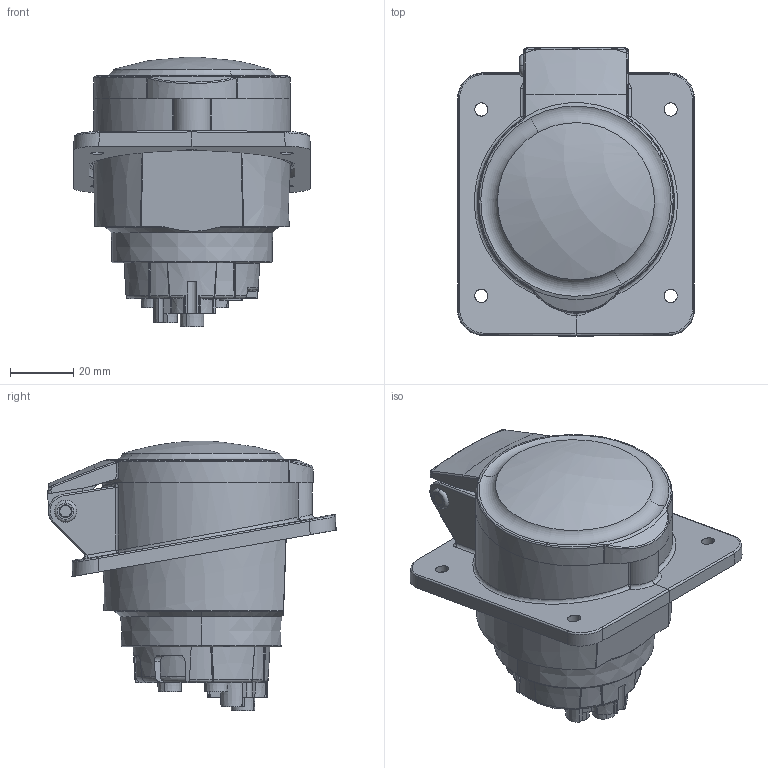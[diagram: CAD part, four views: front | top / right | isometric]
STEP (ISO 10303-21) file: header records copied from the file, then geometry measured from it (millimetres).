
FILE_DESCRIPTION((''),'2;1');
FILE_NAME('GW62210H_SW0001','2020-05-21T21:47:53',('user'),('Technoprobe spa'),'CREO PARAMETRIC BY PTC INC, 2019471','CREO PARAMETRIC BY PTC INC, 2019471','');
FILE_SCHEMA(('CONFIG_CONTROL_DESIGN'));
Length unit declared in the file: millimetre
Products named in the file (1): GW62210H_SW0001
Bounding box: 75 x 91.35 x 85.52 mm (x, y, z)
Volume: 219342.1 mm3; surface area: 29537.8 mm2
Topology: 1 solids, 1 shells, 372 faces, 1001 edges, 626 vertices
Faces by surface type: bspline 107, plane 96, cylinder 89, cone 39, torus 34, sphere 6, extrusion 1
Entity records: 17889 total; most frequent: CARTESIAN_POINT 9729, ORIENTED_EDGE 1974, DIRECTION 1260, EDGE_CURVE 987, VERTEX_POINT 626, AXIS2_PLACEMENT_3D 485, B_SPLINE_CURVE_WITH_KNOTS 478, EDGE_LOOP 391
